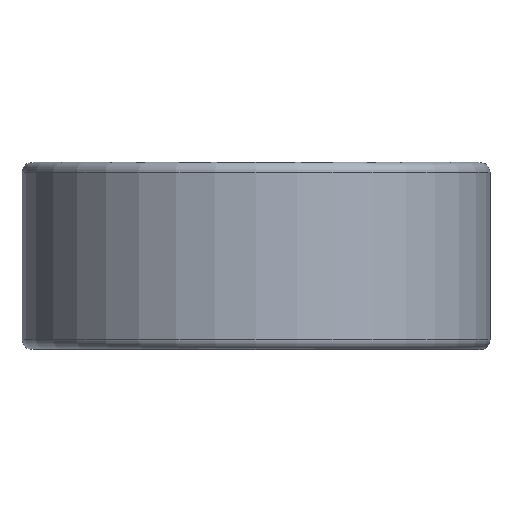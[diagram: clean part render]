
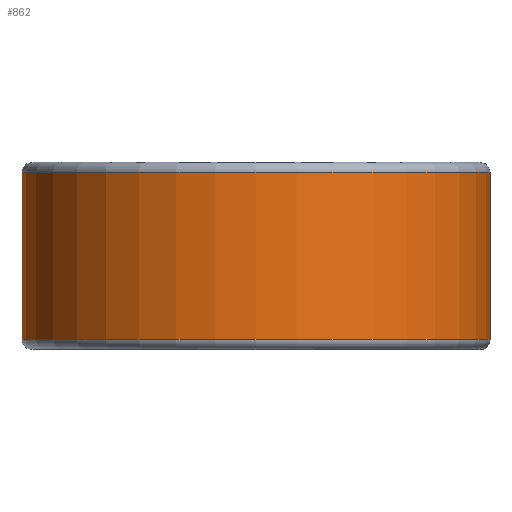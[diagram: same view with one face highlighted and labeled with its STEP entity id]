
A CAD part, top view. The second image highlights one B-rep face of the part: STEP entity #862.
In plain terms, the highlighted cylindrical face has radius 17.882 mm (diameter 35.763 mm), a partial arc.
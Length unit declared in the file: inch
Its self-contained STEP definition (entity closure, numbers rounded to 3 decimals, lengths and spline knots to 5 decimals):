
#52 = EDGE_LOOP ( 'NONE', ( #1475, #2161, #112, #1548 ) ) ;
#108 = DIRECTION ( 'NONE',  ( 0., 1., 0. ) ) ;
#112 = ORIENTED_EDGE ( 'NONE', *, *, #557, .F. ) ;
#263 = CARTESIAN_POINT ( 'NONE',  ( 0., 0.25125, -0.704 ) ) ;
#276 = DIRECTION ( 'NONE',  ( 0., -1., 0. ) ) ;
#376 = VERTEX_POINT ( 'NONE', #1509 ) ;
#380 = VERTEX_POINT ( 'NONE', #556 ) ;
#427 = VERTEX_POINT ( 'NONE', #685 ) ;
#435 = LINE ( 'NONE', #485, #2350 ) ;
#485 = CARTESIAN_POINT ( 'NONE',  ( 0.704, 0.25125, 0. ) ) ;
#556 = CARTESIAN_POINT ( 'NONE',  ( 0.704, 0.25125, 0. ) ) ;
#557 = EDGE_CURVE ( 'NONE', #376, #427, #1331, .T. ) ;
#588 = FACE_OUTER_BOUND ( 'NONE', #52, .T. ) ;
#657 = CYLINDRICAL_SURFACE ( 'NONE', #1532, 0.704 ) ;
#685 = CARTESIAN_POINT ( 'NONE',  ( 0., 0.25125, -0.704 ) ) ;
#862 = ADVANCED_FACE ( 'NONE', ( #588 ), #657, .T. ) ;
#1012 = DIRECTION ( 'NONE',  ( 0., -1., 0. ) ) ;
#1078 = AXIS2_PLACEMENT_3D ( 'NONE', #2147, #1012, #2331 ) ;
#1148 = DIRECTION ( 'NONE',  ( 0., 0., -1. ) ) ;
#1331 = LINE ( 'NONE', #263, #1625 ) ;
#1373 = CARTESIAN_POINT ( 'NONE',  ( 0., 0.25125, 0. ) ) ;
#1441 = AXIS2_PLACEMENT_3D ( 'NONE', #1373, #276, #1575 ) ;
#1475 = ORIENTED_EDGE ( 'NONE', *, *, #2316, .T. ) ;
#1509 = CARTESIAN_POINT ( 'NONE',  ( 0., -0.25125, -0.704 ) ) ;
#1532 = AXIS2_PLACEMENT_3D ( 'NONE', #2090, #1558, #1148 ) ;
#1548 = ORIENTED_EDGE ( 'NONE', *, *, #2289, .F. ) ;
#1558 = DIRECTION ( 'NONE',  ( 0., -1., 0. ) ) ;
#1575 = DIRECTION ( 'NONE',  ( 0., 0., -1. ) ) ;
#1625 = VECTOR ( 'NONE', #108, 39.37008 ) ;
#1767 = DIRECTION ( 'NONE',  ( 0., 1., 0. ) ) ;
#1974 = VERTEX_POINT ( 'NONE', #2061 ) ;
#2061 = CARTESIAN_POINT ( 'NONE',  ( 0.704, -0.25125, 0. ) ) ;
#2090 = CARTESIAN_POINT ( 'NONE',  ( 0., 0.25, 0. ) ) ;
#2147 = CARTESIAN_POINT ( 'NONE',  ( 0., -0.25125, 0. ) ) ;
#2161 = ORIENTED_EDGE ( 'NONE', *, *, #2351, .T. ) ;
#2289 = EDGE_CURVE ( 'NONE', #1974, #376, #2449, .T. ) ;
#2316 = EDGE_CURVE ( 'NONE', #1974, #380, #435, .T. ) ;
#2331 = DIRECTION ( 'NONE',  ( 0., 0., -1. ) ) ;
#2350 = VECTOR ( 'NONE', #1767, 39.37008 ) ;
#2351 = EDGE_CURVE ( 'NONE', #380, #427, #2461, .T. ) ;
#2449 = CIRCLE ( 'NONE', #1078, 0.704 ) ;
#2461 = CIRCLE ( 'NONE', #1441, 0.704 ) ;
